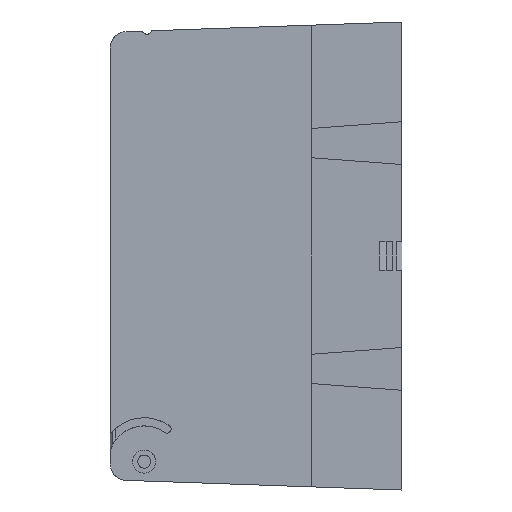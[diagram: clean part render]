
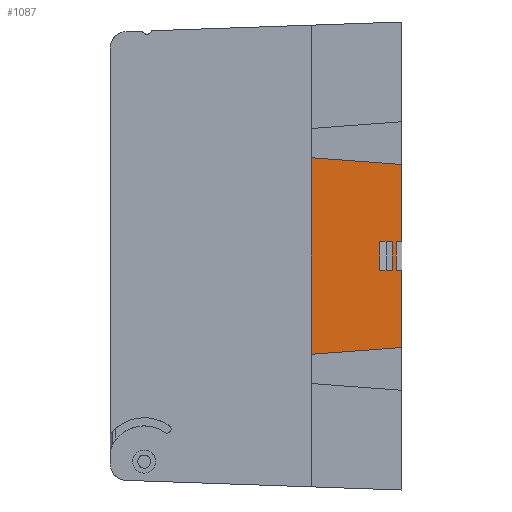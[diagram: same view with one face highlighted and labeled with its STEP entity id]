
A CAD part, left-side view. The second image highlights one B-rep face of the part: STEP entity #1087.
In plain terms, the highlighted planar face has unit normal (-1, 0, 0).
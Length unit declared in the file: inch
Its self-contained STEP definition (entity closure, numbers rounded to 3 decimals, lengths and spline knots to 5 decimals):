
#10 = CARTESIAN_POINT ( 'NONE',  ( -0.075, 0., -1.115 ) ) ;
#30 = CARTESIAN_POINT ( 'NONE',  ( -0.075, 1.1, 1.19653 ) ) ;
#44 = VERTEX_POINT ( 'NONE', #415 ) ;
#68 = CARTESIAN_POINT ( 'NONE',  ( -0.075, -0.29226, -1.09334 ) ) ;
#83 = CARTESIAN_POINT ( 'NONE',  ( -0.075, 0.26794, 0.175 ) ) ;
#89 = VERTEX_POINT ( 'NONE', #493 ) ;
#95 = CARTESIAN_POINT ( 'NONE',  ( -0.075, 0., 2.85 ) ) ;
#127 = VERTEX_POINT ( 'NONE', #1343 ) ;
#132 = ORIENTED_EDGE ( 'NONE', *, *, #986, .T. ) ;
#145 = ORIENTED_EDGE ( 'NONE', *, *, #512, .F. ) ;
#164 = DIRECTION ( 'NONE',  ( 0., -1., 0. ) ) ;
#179 = DIRECTION ( 'NONE',  ( 0., 0., -1. ) ) ;
#197 = ORIENTED_EDGE ( 'NONE', *, *, #522, .F. ) ;
#200 = VECTOR ( 'NONE', #1284, 39.37008 ) ;
#219 = ORIENTED_EDGE ( 'NONE', *, *, #517, .T. ) ;
#230 = VERTEX_POINT ( 'NONE', #1203 ) ;
#233 = ORIENTED_EDGE ( 'NONE', *, *, #445, .F. ) ;
#238 = DIRECTION ( 'NONE',  ( 0., 0., -1. ) ) ;
#266 = VERTEX_POINT ( 'NONE', #308 ) ;
#308 = CARTESIAN_POINT ( 'NONE',  ( -0.075, 0.065, 0.175 ) ) ;
#327 = ORIENTED_EDGE ( 'NONE', *, *, #531, .T. ) ;
#353 = VERTEX_POINT ( 'NONE', #30 ) ;
#358 = EDGE_LOOP ( 'NONE', ( #145, #928, #219, #1340, #197, #1275, #1308, #327 ) ) ;
#411 = DIRECTION ( 'NONE',  ( 0., 0., -1. ) ) ;
#415 = CARTESIAN_POINT ( 'NONE',  ( -0.075, 0., 0.175 ) ) ;
#427 = DIRECTION ( 'NONE',  ( 0., -0.997, -0.074 ) ) ;
#439 = EDGE_CURVE ( 'NONE', #1239, #127, #535, .T. ) ;
#445 = EDGE_CURVE ( 'NONE', #89, #1239, #1093, .T. ) ;
#458 = CARTESIAN_POINT ( 'NONE',  ( -0.075, 0.065, 0.175 ) ) ;
#493 = CARTESIAN_POINT ( 'NONE',  ( -0.075, 0.26794, -0.175 ) ) ;
#498 = EDGE_CURVE ( 'NONE', #353, #1206, #1033, .T. ) ;
#512 = EDGE_CURVE ( 'NONE', #864, #1156, #1027, .T. ) ;
#514 = EDGE_CURVE ( 'NONE', #657, #864, #1006, .T. ) ;
#517 = EDGE_CURVE ( 'NONE', #657, #266, #987, .T. ) ;
#519 = EDGE_CURVE ( 'NONE', #266, #44, #992, .T. ) ;
#522 = EDGE_CURVE ( 'NONE', #230, #44, #982, .T. ) ;
#524 = EDGE_CURVE ( 'NONE', #353, #230, #979, .T. ) ;
#531 = EDGE_CURVE ( 'NONE', #1206, #1156, #994, .T. ) ;
#535 = LINE ( 'NONE', #835, #1091 ) ;
#539 = EDGE_CURVE ( 'NONE', #89, #1191, #969, .T. ) ;
#562 = ORIENTED_EDGE ( 'NONE', *, *, #539, .T. ) ;
#640 = CARTESIAN_POINT ( 'NONE',  ( -0.075, 0.065, -0.175 ) ) ;
#644 = DIRECTION ( 'NONE',  ( 0., -1., 0. ) ) ;
#655 = DIRECTION ( 'NONE',  ( 0., -1., 0. ) ) ;
#657 = VERTEX_POINT ( 'NONE', #742 ) ;
#680 = DIRECTION ( 'NONE',  ( 0., 0., 1. ) ) ;
#686 = CARTESIAN_POINT ( 'NONE',  ( -0.075, 1.1, 2.85 ) ) ;
#689 = CARTESIAN_POINT ( 'NONE',  ( -0.075, 0., 2.85 ) ) ;
#694 = FACE_OUTER_BOUND ( 'NONE', #358, .T. ) ;
#699 = FACE_BOUND ( 'NONE', #1213, .T. ) ;
#707 = CARTESIAN_POINT ( 'NONE',  ( -0.075, 0.115, -0.175 ) ) ;
#732 = CARTESIAN_POINT ( 'NONE',  ( -0.075, 0., -0.175 ) ) ;
#742 = CARTESIAN_POINT ( 'NONE',  ( -0.075, 0.065, -0.175 ) ) ;
#752 = LINE ( 'NONE', #83, #770 ) ;
#758 = CARTESIAN_POINT ( 'NONE',  ( -0.075, 0., 2.85 ) ) ;
#770 = VECTOR ( 'NONE', #164, 39.37008 ) ;
#796 = CARTESIAN_POINT ( 'NONE',  ( -0.075, 0.065, -0.175 ) ) ;
#803 = DIRECTION ( 'NONE',  ( 1., 0., 0. ) ) ;
#812 = CARTESIAN_POINT ( 'NONE',  ( -0.075, 0.26794, -0.175 ) ) ;
#835 = CARTESIAN_POINT ( 'NONE',  ( -0.075, 0.115, -0.175 ) ) ;
#864 = VERTEX_POINT ( 'NONE', #732 ) ;
#873 = DIRECTION ( 'NONE',  ( 0., 0., -1. ) ) ;
#910 = PLANE ( 'NONE',  #1269 ) ;
#928 = ORIENTED_EDGE ( 'NONE', *, *, #514, .F. ) ;
#929 = CARTESIAN_POINT ( 'NONE',  ( -0.075, 0.26794, 0.175 ) ) ;
#951 = DIRECTION ( 'NONE',  ( 0., 0., 1. ) ) ;
#963 = VECTOR ( 'NONE', #1355, 39.37008 ) ;
#967 = VECTOR ( 'NONE', #427, 39.37008 ) ;
#969 = LINE ( 'NONE', #1138, #963 ) ;
#978 = VECTOR ( 'NONE', #238, 39.37008 ) ;
#979 = LINE ( 'NONE', #1377, #967 ) ;
#981 = VECTOR ( 'NONE', #1118, 39.37008 ) ;
#982 = LINE ( 'NONE', #758, #978 ) ;
#986 = EDGE_CURVE ( 'NONE', #1191, #127, #752, .T. ) ;
#987 = LINE ( 'NONE', #796, #1012 ) ;
#992 = LINE ( 'NONE', #458, #981 ) ;
#994 = LINE ( 'NONE', #68, #200 ) ;
#1000 = VECTOR ( 'NONE', #644, 39.37008 ) ;
#1004 = VECTOR ( 'NONE', #411, 39.37008 ) ;
#1006 = LINE ( 'NONE', #640, #1000 ) ;
#1012 = VECTOR ( 'NONE', #680, 39.37008 ) ;
#1023 = VECTOR ( 'NONE', #873, 39.37008 ) ;
#1027 = LINE ( 'NONE', #95, #1004 ) ;
#1033 = LINE ( 'NONE', #686, #1023 ) ;
#1035 = ORIENTED_EDGE ( 'NONE', *, *, #439, .F. ) ;
#1087 = ADVANCED_FACE ( 'NONE', ( #694, #699 ), #910, .F. ) ;
#1088 = VECTOR ( 'NONE', #655, 39.37008 ) ;
#1091 = VECTOR ( 'NONE', #951, 39.37008 ) ;
#1093 = LINE ( 'NONE', #812, #1088 ) ;
#1118 = DIRECTION ( 'NONE',  ( 0., -1., 0. ) ) ;
#1138 = CARTESIAN_POINT ( 'NONE',  ( -0.075, 0.26794, -0.175 ) ) ;
#1156 = VERTEX_POINT ( 'NONE', #10 ) ;
#1191 = VERTEX_POINT ( 'NONE', #929 ) ;
#1203 = CARTESIAN_POINT ( 'NONE',  ( -0.075, 0., 1.115 ) ) ;
#1206 = VERTEX_POINT ( 'NONE', #1300 ) ;
#1213 = EDGE_LOOP ( 'NONE', ( #233, #562, #132, #1035 ) ) ;
#1239 = VERTEX_POINT ( 'NONE', #707 ) ;
#1269 = AXIS2_PLACEMENT_3D ( 'NONE', #689, #803, #179 ) ;
#1275 = ORIENTED_EDGE ( 'NONE', *, *, #524, .F. ) ;
#1284 = DIRECTION ( 'NONE',  ( 0., -0.997, 0.074 ) ) ;
#1300 = CARTESIAN_POINT ( 'NONE',  ( -0.075, 1.1, -1.19653 ) ) ;
#1308 = ORIENTED_EDGE ( 'NONE', *, *, #498, .T. ) ;
#1340 = ORIENTED_EDGE ( 'NONE', *, *, #519, .T. ) ;
#1343 = CARTESIAN_POINT ( 'NONE',  ( -0.075, 0.115, 0.175 ) ) ;
#1355 = DIRECTION ( 'NONE',  ( 0., 0., 1. ) ) ;
#1377 = CARTESIAN_POINT ( 'NONE',  ( -0.075, -0.00553, 1.11459 ) ) ;
